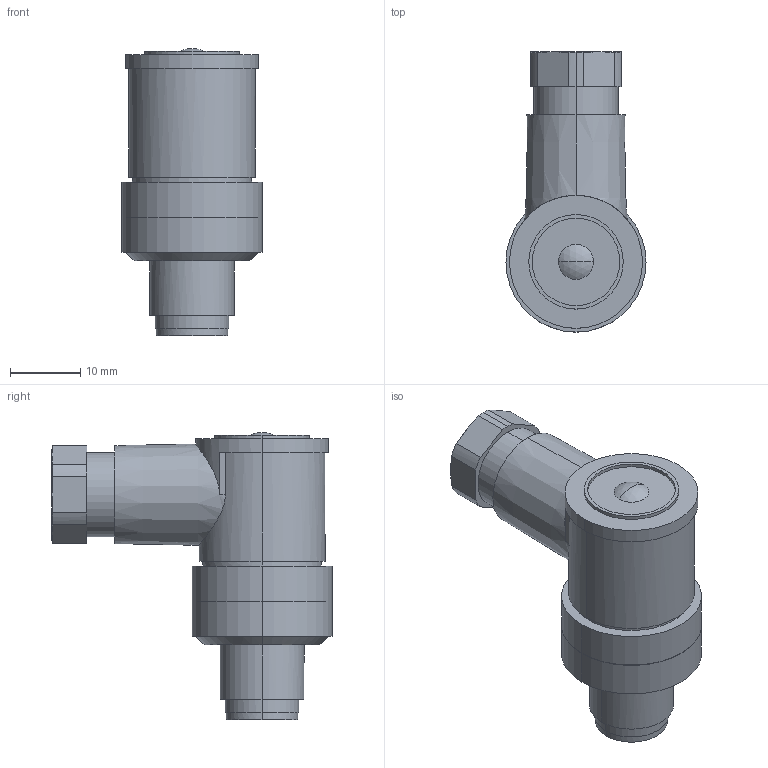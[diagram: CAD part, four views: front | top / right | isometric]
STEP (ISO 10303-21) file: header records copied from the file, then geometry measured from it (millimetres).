
FILE_DESCRIPTION(('CATIA V5 STEP Exchange','CAx-IF Rec.Pracs.--- Model Styling and Organization---1.4--- 2014-01-23'),'2;1');
FILE_NAME ('028516-4_0', '2020-11-06T06:23:03+00:00', ('none'), ('Weidmueller'), 'CATIA Version 5-6 Release 2016 SP3 HF44', 'CATIA V5 STEP AP214', 'none');
FILE_SCHEMA(('AUTOMOTIVE_DESIGN { 1 0 10303 214 1 1 1 1 }'));
Length unit declared in the file: millimetre
Products named in the file (1): 1962610000
Bounding box: 20 x 40 x 41 mm (x, y, z)
Volume: 11352.8 mm3; surface area: 5319 mm2
Topology: 7 solids, 7 shells, 137 faces, 335 edges, 210 vertices
Faces by surface type: cylinder 62, plane 51, sphere 12, cone 12
Entity records: 4292 total; most frequent: CARTESIAN_POINT 1378, ORIENTED_EDGE 630, DIRECTION 478, EDGE_CURVE 311, AXIS2_PLACEMENT_3D 229, VERTEX_POINT 206, EDGE_LOOP 155, ADVANCED_FACE 137
